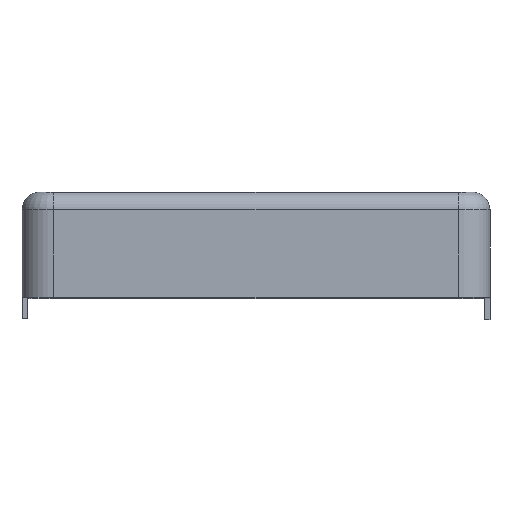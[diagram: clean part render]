
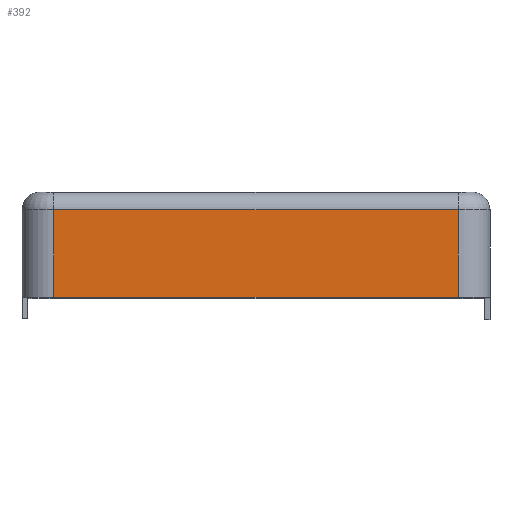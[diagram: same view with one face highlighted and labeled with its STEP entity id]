
A CAD part, top view. The second image highlights one B-rep face of the part: STEP entity #392.
In plain terms, the highlighted planar face has unit normal (0, 0, 1).
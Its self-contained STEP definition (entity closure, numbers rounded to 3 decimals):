
#33 = ORIENTED_EDGE ( 'NONE', *, *, #2709, .F. ) ;
#123 = ORIENTED_EDGE ( 'NONE', *, *, #2399, .F. ) ;
#222 = CARTESIAN_POINT ( 'NONE',  ( -11.55, 0., 26. ) ) ;
#237 = LINE ( 'NONE', #1448, #2186 ) ;
#267 = DIRECTION ( 'NONE',  ( 1., 0., 0. ) ) ;
#325 = DIRECTION ( 'NONE',  ( 1., 0., 0. ) ) ;
#392 = ADVANCED_FACE ( 'NONE', ( #1625 ), #2645, .T. ) ;
#700 = CARTESIAN_POINT ( 'NONE',  ( -11.55, -1., 26. ) ) ;
#798 = ORIENTED_EDGE ( 'NONE', *, *, #2511, .T. ) ;
#872 = CARTESIAN_POINT ( 'NONE',  ( -11.55, -6., 26. ) ) ;
#878 = CARTESIAN_POINT ( 'NONE',  ( 11.55, -6., 26. ) ) ;
#909 = CARTESIAN_POINT ( 'NONE',  ( -11.55, 0., 26. ) ) ;
#1079 = VERTEX_POINT ( 'NONE', #878 ) ;
#1097 = VECTOR ( 'NONE', #2868, 1000. ) ;
#1155 = DIRECTION ( 'NONE',  ( 0., -1., 0. ) ) ;
#1448 = CARTESIAN_POINT ( 'NONE',  ( -11.55, -1., 26. ) ) ;
#1542 = AXIS2_PLACEMENT_3D ( 'NONE', #909, #2217, #1800 ) ;
#1568 = VERTEX_POINT ( 'NONE', #2660 ) ;
#1625 = FACE_OUTER_BOUND ( 'NONE', #1880, .T. ) ;
#1654 = EDGE_CURVE ( 'NONE', #1794, #2901, #2022, .T. ) ;
#1702 = LINE ( 'NONE', #1946, #1097 ) ;
#1794 = VERTEX_POINT ( 'NONE', #700 ) ;
#1800 = DIRECTION ( 'NONE',  ( 1., 0., 0. ) ) ;
#1851 = VECTOR ( 'NONE', #1155, 1000. ) ;
#1852 = CARTESIAN_POINT ( 'NONE',  ( -11.55, -6., 26. ) ) ;
#1857 = ORIENTED_EDGE ( 'NONE', *, *, #1654, .T. ) ;
#1880 = EDGE_LOOP ( 'NONE', ( #798, #123, #33, #1857 ) ) ;
#1946 = CARTESIAN_POINT ( 'NONE',  ( 11.55, 0., 26. ) ) ;
#2013 = LINE ( 'NONE', #1852, #2332 ) ;
#2022 = LINE ( 'NONE', #222, #1851 ) ;
#2186 = VECTOR ( 'NONE', #325, 1000. ) ;
#2217 = DIRECTION ( 'NONE',  ( 0., 0., 1. ) ) ;
#2332 = VECTOR ( 'NONE', #267, 1000. ) ;
#2399 = EDGE_CURVE ( 'NONE', #1568, #1079, #1702, .T. ) ;
#2511 = EDGE_CURVE ( 'NONE', #2901, #1079, #2013, .T. ) ;
#2645 = PLANE ( 'NONE',  #1542 ) ;
#2660 = CARTESIAN_POINT ( 'NONE',  ( 11.55, -1., 26. ) ) ;
#2709 = EDGE_CURVE ( 'NONE', #1794, #1568, #237, .T. ) ;
#2868 = DIRECTION ( 'NONE',  ( 0., -1., 0. ) ) ;
#2901 = VERTEX_POINT ( 'NONE', #872 ) ;
